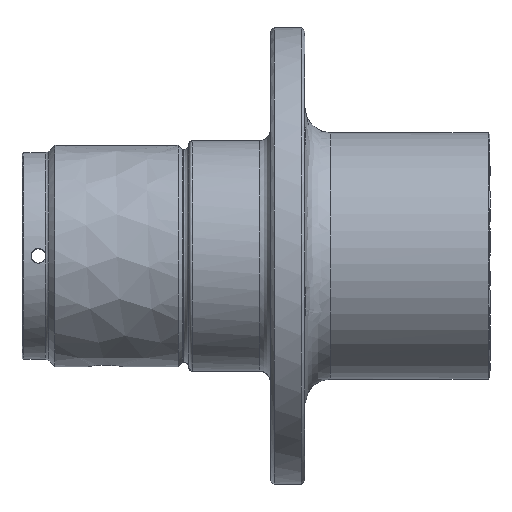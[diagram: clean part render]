
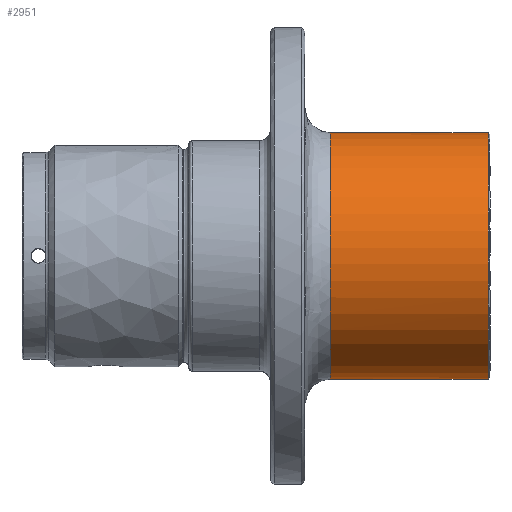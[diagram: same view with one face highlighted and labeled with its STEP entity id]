
A CAD part, top view. The second image highlights one B-rep face of the part: STEP entity #2951.
In plain terms, the highlighted free-form (B-spline) face has degree [2, 1] with [5, 2] control points.
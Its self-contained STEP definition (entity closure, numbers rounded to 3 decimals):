
#1903 = VERTEX_POINT('',#1904);
#1904 = CARTESIAN_POINT('',(121.935,32.263,
    0.));
#1909 = EDGE_CURVE('',#1910,#1903,#1912,.T.);
#1910 = VERTEX_POINT('',#1911);
#1911 = CARTESIAN_POINT('',(121.935,-32.263,0.));
#1912 = ( BOUNDED_CURVE() B_SPLINE_CURVE(2,(#1913,#1914,#1915,#1916,
#1917),.UNSPECIFIED.,.F.,.F.) B_SPLINE_CURVE_WITH_KNOTS((3,2,3),(0.,
1.571,3.142),.PIECEWISE_BEZIER_KNOTS.) CURVE() 
GEOMETRIC_REPRESENTATION_ITEM() RATIONAL_B_SPLINE_CURVE((1.,
0.707,1.,0.707,1.)) REPRESENTATION_ITEM('') );
#1913 = CARTESIAN_POINT('',(121.935,-32.263,0.));
#1914 = CARTESIAN_POINT('',(121.935,-32.263,
    32.263));
#1915 = CARTESIAN_POINT('',(121.935,0.,
    32.263));
#1916 = CARTESIAN_POINT('',(121.935,32.263,32.263
    ));
#1917 = CARTESIAN_POINT('',(121.935,32.263,
    0.));
#2509 = VERTEX_POINT('',#2510);
#2510 = CARTESIAN_POINT('',(80.657,-32.263,0.));
#2517 = VERTEX_POINT('',#2518);
#2518 = CARTESIAN_POINT('',(80.657,32.263,
    0.));
#2951 = ADVANCED_FACE('',(#2952),#2973,.T.);
#2952 = FACE_BOUND('',#2953,.T.);
#2953 = EDGE_LOOP('',(#2954,#2955,#2960,#2968));
#2954 = ORIENTED_EDGE('',*,*,#1909,.T.);
#2955 = ORIENTED_EDGE('',*,*,#2956,.T.);
#2956 = EDGE_CURVE('',#1903,#2517,#2957,.T.);
#2957 = B_SPLINE_CURVE_WITH_KNOTS('',1,(#2958,#2959),.UNSPECIFIED.,.F.,
  .F.,(2,2),(-128.5,-85.),.PIECEWISE_BEZIER_KNOTS.);
#2958 = CARTESIAN_POINT('',(121.935,32.263,
    0.));
#2959 = CARTESIAN_POINT('',(80.657,32.263,
    0.));
#2960 = ORIENTED_EDGE('',*,*,#2961,.T.);
#2961 = EDGE_CURVE('',#2517,#2509,#2962,.T.);
#2962 = ( BOUNDED_CURVE() B_SPLINE_CURVE(2,(#2963,#2964,#2965,#2966,
#2967),.UNSPECIFIED.,.F.,.F.) B_SPLINE_CURVE_WITH_KNOTS((3,2,3),(
    3.142,4.712,6.283),
.PIECEWISE_BEZIER_KNOTS.) CURVE() GEOMETRIC_REPRESENTATION_ITEM() 
RATIONAL_B_SPLINE_CURVE((1.,0.707,1.,0.707,1.)) 
REPRESENTATION_ITEM('') );
#2963 = CARTESIAN_POINT('',(80.657,32.263,
    0.));
#2964 = CARTESIAN_POINT('',(80.657,32.263,
    32.263));
#2965 = CARTESIAN_POINT('',(80.657,0.,
    32.263));
#2966 = CARTESIAN_POINT('',(80.657,-32.263,32.263
    ));
#2967 = CARTESIAN_POINT('',(80.657,-32.263,
    0.));
#2968 = ORIENTED_EDGE('',*,*,#2969,.F.);
#2969 = EDGE_CURVE('',#1910,#2509,#2970,.T.);
#2970 = B_SPLINE_CURVE_WITH_KNOTS('',1,(#2971,#2972),.UNSPECIFIED.,.F.,
  .F.,(2,2),(-128.5,-85.),.PIECEWISE_BEZIER_KNOTS.);
#2971 = CARTESIAN_POINT('',(121.935,-32.263,0.));
#2972 = CARTESIAN_POINT('',(80.657,-32.263,0.));
#2973 = ( BOUNDED_SURFACE() B_SPLINE_SURFACE(2,1,(
    (#2974,#2975)
    ,(#2976,#2977)
    ,(#2978,#2979)
    ,(#2980,#2981)
    ,(#2982,#2983
)),.UNSPECIFIED.,.F.,.F.,.F.) B_SPLINE_SURFACE_WITH_KNOTS((3,2,3),(2,2),
  (0.,1.571,3.142),(-128.5,-85.),
.PIECEWISE_BEZIER_KNOTS.) GEOMETRIC_REPRESENTATION_ITEM() 
RATIONAL_B_SPLINE_SURFACE((
    (1.,1.)
    ,(0.707,0.707)
    ,(1.,1.)
    ,(0.707,0.707)
,(1.,1.))) REPRESENTATION_ITEM('') SURFACE() );
#2974 = CARTESIAN_POINT('',(121.935,-32.263,0.));
#2975 = CARTESIAN_POINT('',(80.657,-32.263,0.));
#2976 = CARTESIAN_POINT('',(121.935,-32.263,
    32.263));
#2977 = CARTESIAN_POINT('',(80.657,-32.263,32.263
    ));
#2978 = CARTESIAN_POINT('',(121.935,0.,
    32.263));
#2979 = CARTESIAN_POINT('',(80.657,0.,
    32.263));
#2980 = CARTESIAN_POINT('',(121.935,32.263,32.263
    ));
#2981 = CARTESIAN_POINT('',(80.657,32.263,
    32.263));
#2982 = CARTESIAN_POINT('',(121.935,32.263,
    0.));
#2983 = CARTESIAN_POINT('',(80.657,32.263,
    0.));
